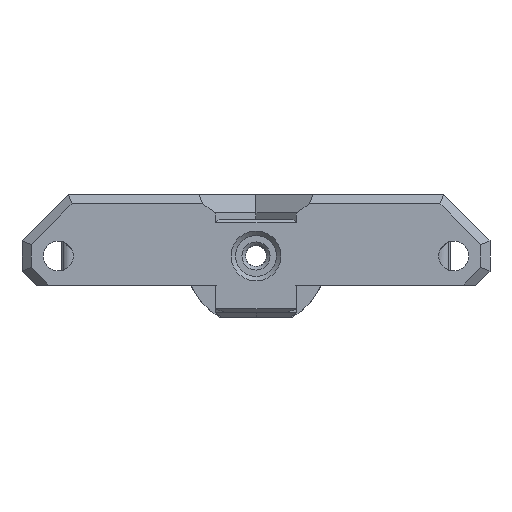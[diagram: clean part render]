
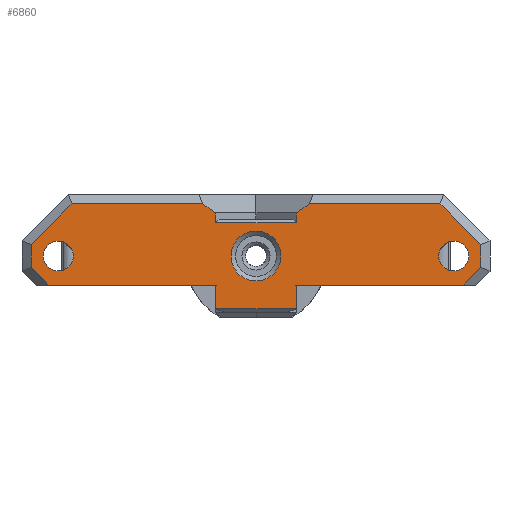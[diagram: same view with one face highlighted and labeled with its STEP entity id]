
A CAD part, front view. The second image highlights one B-rep face of the part: STEP entity #6860.
In plain terms, the highlighted planar face has unit normal (0, -1, 0).
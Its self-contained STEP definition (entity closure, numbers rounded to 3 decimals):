
#74=FACE_BOUND('',#2508,.T.);
#75=FACE_BOUND('',#2509,.T.);
#76=FACE_BOUND('',#2510,.T.);
#111=CIRCLE('',#7278,2.75);
#114=CIRCLE('',#7283,1.65);
#115=CIRCLE('',#7284,1.65);
#389=LINE('',#10006,#1153);
#390=LINE('',#10008,#1154);
#391=LINE('',#10010,#1155);
#392=LINE('',#10012,#1156);
#393=LINE('',#10014,#1157);
#394=LINE('',#10016,#1158);
#395=LINE('',#10018,#1159);
#396=LINE('',#10020,#1160);
#397=LINE('',#10022,#1161);
#398=LINE('',#10024,#1162);
#399=LINE('',#10026,#1163);
#400=LINE('',#10028,#1164);
#401=LINE('',#10030,#1165);
#402=LINE('',#10032,#1166);
#403=LINE('',#10034,#1167);
#404=LINE('',#10036,#1168);
#405=LINE('',#10038,#1169);
#406=LINE('',#10039,#1170);
#1153=VECTOR('',#7943,10.);
#1154=VECTOR('',#7944,10.);
#1155=VECTOR('',#7945,10.);
#1156=VECTOR('',#7946,10.);
#1157=VECTOR('',#7947,10.);
#1158=VECTOR('',#7948,10.);
#1159=VECTOR('',#7949,10.);
#1160=VECTOR('',#7950,10.);
#1161=VECTOR('',#7951,10.);
#1162=VECTOR('',#7952,10.);
#1163=VECTOR('',#7953,10.);
#1164=VECTOR('',#7954,10.);
#1165=VECTOR('',#7955,10.);
#1166=VECTOR('',#7956,10.);
#1167=VECTOR('',#7957,10.);
#1168=VECTOR('',#7958,10.);
#1169=VECTOR('',#7959,10.);
#1170=VECTOR('',#7960,10.);
#1818=PLANE('',#7282);
#2105=FACE_OUTER_BOUND('',#2507,.T.);
#2507=EDGE_LOOP('',(#4951,#4952,#4953,#4954,#4955,#4956,#4957,#4958,#4959,
#4960,#4961,#4962,#4963,#4964,#4965,#4966,#4967,#4968));
#2508=EDGE_LOOP('',(#4969));
#2509=EDGE_LOOP('',(#4970));
#2510=EDGE_LOOP('',(#4971));
#3134=VERTEX_POINT('',#9994);
#3137=VERTEX_POINT('',#10004);
#3138=VERTEX_POINT('',#10005);
#3139=VERTEX_POINT('',#10007);
#3140=VERTEX_POINT('',#10009);
#3141=VERTEX_POINT('',#10011);
#3142=VERTEX_POINT('',#10013);
#3143=VERTEX_POINT('',#10015);
#3144=VERTEX_POINT('',#10017);
#3145=VERTEX_POINT('',#10019);
#3146=VERTEX_POINT('',#10021);
#3147=VERTEX_POINT('',#10023);
#3148=VERTEX_POINT('',#10025);
#3149=VERTEX_POINT('',#10027);
#3150=VERTEX_POINT('',#10029);
#3151=VERTEX_POINT('',#10031);
#3152=VERTEX_POINT('',#10033);
#3153=VERTEX_POINT('',#10035);
#3154=VERTEX_POINT('',#10037);
#3155=VERTEX_POINT('',#10040);
#3156=VERTEX_POINT('',#10042);
#3820=EDGE_CURVE('',#3134,#3134,#111,.T.);
#3825=EDGE_CURVE('',#3137,#3138,#389,.T.);
#3826=EDGE_CURVE('',#3139,#3137,#390,.T.);
#3827=EDGE_CURVE('',#3139,#3140,#391,.T.);
#3828=EDGE_CURVE('',#3141,#3140,#392,.T.);
#3829=EDGE_CURVE('',#3142,#3141,#393,.T.);
#3830=EDGE_CURVE('',#3143,#3142,#394,.T.);
#3831=EDGE_CURVE('',#3144,#3143,#395,.T.);
#3832=EDGE_CURVE('',#3145,#3144,#396,.T.);
#3833=EDGE_CURVE('',#3146,#3145,#397,.T.);
#3834=EDGE_CURVE('',#3146,#3147,#398,.T.);
#3835=EDGE_CURVE('',#3148,#3147,#399,.T.);
#3836=EDGE_CURVE('',#3149,#3148,#400,.T.);
#3837=EDGE_CURVE('',#3150,#3149,#401,.T.);
#3838=EDGE_CURVE('',#3151,#3150,#402,.T.);
#3839=EDGE_CURVE('',#3152,#3151,#403,.T.);
#3840=EDGE_CURVE('',#3153,#3152,#404,.T.);
#3841=EDGE_CURVE('',#3154,#3153,#405,.T.);
#3842=EDGE_CURVE('',#3138,#3154,#406,.T.);
#3843=EDGE_CURVE('',#3155,#3155,#114,.T.);
#3844=EDGE_CURVE('',#3156,#3156,#115,.T.);
#4951=ORIENTED_EDGE('',*,*,#3825,.F.);
#4952=ORIENTED_EDGE('',*,*,#3826,.F.);
#4953=ORIENTED_EDGE('',*,*,#3827,.T.);
#4954=ORIENTED_EDGE('',*,*,#3828,.F.);
#4955=ORIENTED_EDGE('',*,*,#3829,.F.);
#4956=ORIENTED_EDGE('',*,*,#3830,.F.);
#4957=ORIENTED_EDGE('',*,*,#3831,.F.);
#4958=ORIENTED_EDGE('',*,*,#3832,.F.);
#4959=ORIENTED_EDGE('',*,*,#3833,.F.);
#4960=ORIENTED_EDGE('',*,*,#3834,.T.);
#4961=ORIENTED_EDGE('',*,*,#3835,.F.);
#4962=ORIENTED_EDGE('',*,*,#3836,.F.);
#4963=ORIENTED_EDGE('',*,*,#3837,.F.);
#4964=ORIENTED_EDGE('',*,*,#3838,.F.);
#4965=ORIENTED_EDGE('',*,*,#3839,.F.);
#4966=ORIENTED_EDGE('',*,*,#3840,.F.);
#4967=ORIENTED_EDGE('',*,*,#3841,.F.);
#4968=ORIENTED_EDGE('',*,*,#3842,.F.);
#4969=ORIENTED_EDGE('',*,*,#3843,.T.);
#4970=ORIENTED_EDGE('',*,*,#3844,.T.);
#4971=ORIENTED_EDGE('',*,*,#3820,.F.);
#6860=ADVANCED_FACE('',(#2105,#74,#75,#76),#1818,.T.);
#7278=AXIS2_PLACEMENT_3D('',#9995,#7931,#7932);
#7282=AXIS2_PLACEMENT_3D('',#10003,#7941,#7942);
#7283=AXIS2_PLACEMENT_3D('',#10041,#7961,#7962);
#7284=AXIS2_PLACEMENT_3D('',#10043,#7963,#7964);
#7931=DIRECTION('center_axis',(0.,-1.,0.));
#7932=DIRECTION('ref_axis',(1.,0.,0.));
#7941=DIRECTION('center_axis',(0.,-1.,0.));
#7942=DIRECTION('ref_axis',(1.,0.,0.));
#7943=DIRECTION('',(0.,0.,1.));
#7944=DIRECTION('',(1.,0.,0.));
#7945=DIRECTION('',(0.,0.,1.));
#7946=DIRECTION('',(0.816,0.,-0.577));
#7947=DIRECTION('',(1.,0.,0.));
#7948=DIRECTION('',(0.707,0.,0.707));
#7949=DIRECTION('',(0.,0.,1.));
#7950=DIRECTION('',(-0.707,0.,0.707));
#7951=DIRECTION('',(-1.,0.,0.));
#7952=DIRECTION('',(0.,0.,-1.));
#7953=DIRECTION('',(-1.,0.,0.));
#7954=DIRECTION('',(0.,0.,-1.));
#7955=DIRECTION('',(-1.,0.,0.));
#7956=DIRECTION('',(-0.707,0.,-0.707));
#7957=DIRECTION('',(0.,0.,-1.));
#7958=DIRECTION('',(0.707,0.,-0.707));
#7959=DIRECTION('',(1.,0.,0.));
#7960=DIRECTION('',(0.816,0.,0.577));
#7961=DIRECTION('center_axis',(0.,1.,0.));
#7962=DIRECTION('ref_axis',(1.,0.,0.));
#7963=DIRECTION('center_axis',(0.,1.,0.));
#7964=DIRECTION('ref_axis',(1.,0.,0.));
#9994=CARTESIAN_POINT('',(-2.75,-31.825,5.6));
#9995=CARTESIAN_POINT('Origin',(0.,-31.825,
5.6));
#10003=CARTESIAN_POINT('Origin',(-14.396,-31.825,9.85));
#10004=CARTESIAN_POINT('',(4.454,-31.825,9.25));
#10005=CARTESIAN_POINT('',(4.454,-31.825,10.35));
#10006=CARTESIAN_POINT('',(4.454,-31.825,9.85));
#10007=CARTESIAN_POINT('',(-4.454,-31.825,9.25));
#10008=CARTESIAN_POINT('',(-7.198,-31.825,9.25));
#10009=CARTESIAN_POINT('',(-4.454,-31.825,10.35));
#10010=CARTESIAN_POINT('',(-4.454,-31.825,9.85));
#10011=CARTESIAN_POINT('',(-5.869,-31.825,11.35));
#10012=CARTESIAN_POINT('',(-5.924,-31.825,11.389));
#10013=CARTESIAN_POINT('',(-20.243,-31.825,11.35));
#10014=CARTESIAN_POINT('',(-7.198,-31.825,11.35));
#10015=CARTESIAN_POINT('',(-24.75,-31.825,6.843));
#10016=CARTESIAN_POINT('',(-19.393,-31.825,12.199));
#10017=CARTESIAN_POINT('',(-24.75,-31.825,4.357));
#10018=CARTESIAN_POINT('',(-24.75,-31.825,6.897));
#10019=CARTESIAN_POINT('',(-22.793,-31.825,2.4));
#10020=CARTESIAN_POINT('',(-22.909,-31.825,2.517));
#10021=CARTESIAN_POINT('',(-4.454,-31.825,2.4));
#10022=CARTESIAN_POINT('',(1.114,-31.825,2.4));
#10023=CARTESIAN_POINT('',(-4.454,-31.825,-0.2));
#10024=CARTESIAN_POINT('',(-4.454,-31.825,2.4));
#10025=CARTESIAN_POINT('',(4.454,-31.825,-0.2));
#10026=CARTESIAN_POINT('',(-7.198,-31.825,-0.2));
#10027=CARTESIAN_POINT('',(4.454,-31.825,2.4));
#10028=CARTESIAN_POINT('',(4.454,-31.825,2.4));
#10029=CARTESIAN_POINT('',(22.793,-31.825,2.4));
#10030=CARTESIAN_POINT('',(1.114,-31.825,2.4));
#10031=CARTESIAN_POINT('',(24.75,-31.825,4.357));
#10032=CARTESIAN_POINT('',(21.196,-31.825,0.803));
#10033=CARTESIAN_POINT('',(24.75,-31.825,6.843));
#10034=CARTESIAN_POINT('',(24.75,-31.825,8.553));
#10035=CARTESIAN_POINT('',(20.243,-31.825,11.35));
#10036=CARTESIAN_POINT('',(16.524,-31.825,15.068));
#10037=CARTESIAN_POINT('',(5.869,-31.825,11.35));
#10038=CARTESIAN_POINT('',(2.227,-31.825,11.35));
#10039=CARTESIAN_POINT('',(1.868,-31.825,8.521));
#10040=CARTESIAN_POINT('',(-23.4,-31.825,5.6));
#10041=CARTESIAN_POINT('Origin',(-21.75,-31.825,5.6));
#10042=CARTESIAN_POINT('',(20.1,-31.825,5.6));
#10043=CARTESIAN_POINT('Origin',(21.75,-31.825,5.6));
